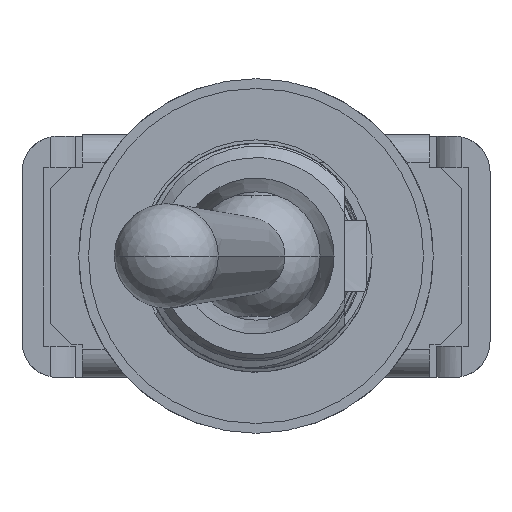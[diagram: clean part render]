
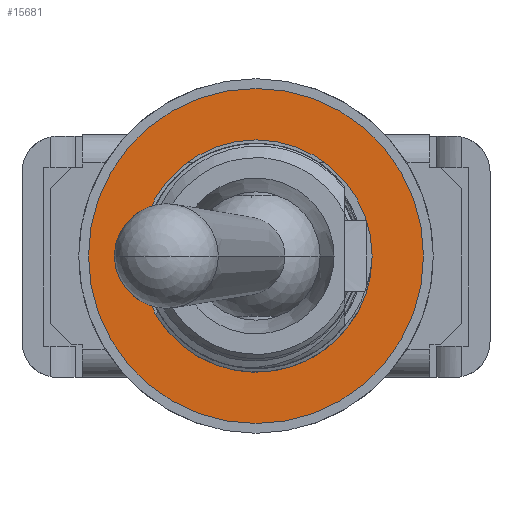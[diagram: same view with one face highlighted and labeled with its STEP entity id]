
A CAD part, front view. The second image highlights one B-rep face of the part: STEP entity #15681.
In plain terms, the highlighted planar face has unit normal (0, -1, 0).
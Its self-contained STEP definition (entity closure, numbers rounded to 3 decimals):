
#3176=CARTESIAN_POINT('',(0.,-0.87,0.025));
#3177=DIRECTION('',(0.,-1.,0.));
#3178=DIRECTION('',(1.,0.,0.));
#3179=AXIS2_PLACEMENT_3D('',#3176,#3177,#3178);
#3181=CARTESIAN_POINT('',(0.,-0.87,0.025));
#3182=DIRECTION('',(0.,1.,0.));
#3183=DIRECTION('',(1.,0.,0.));
#3184=AXIS2_PLACEMENT_3D('',#3181,#3182,#3183);
#3232=CARTESIAN_POINT('',(0.,-0.87,0.025));
#3233=DIRECTION('',(0.,1.,0.));
#3234=DIRECTION('',(1.,0.,0.));
#3235=AXIS2_PLACEMENT_3D('',#3232,#3233,#3234);
#3392=CARTESIAN_POINT('',(0.,-0.87,0.025));
#3393=DIRECTION('',(0.,-1.,0.));
#3394=DIRECTION('',(1.,0.,0.));
#3395=AXIS2_PLACEMENT_3D('',#3392,#3393,#3394);
#12525=CARTESIAN_POINT('',(4.725,-0.87,0.025));
#12527=VERTEX_POINT('',#12525);
#12528=CARTESIAN_POINT('',(3.275,-0.87,0.025));
#12530=VERTEX_POINT('',#12528);
#12533=CARTESIAN_POINT('',(-4.725,-0.87,0.025));
#12535=VERTEX_POINT('',#12533);
#12536=CARTESIAN_POINT('',(-3.275,-0.87,0.025));
#12538=VERTEX_POINT('',#12536);
#15666=CARTESIAN_POINT('',(0.,-0.87,0.025));
#15667=DIRECTION('',(0.,-1.,0.));
#15668=DIRECTION('',(1.,0.,0.));
#15669=AXIS2_PLACEMENT_3D('',#15666,#15667,#15668);
#15670=PLANE('',#15669);
#15671=ORIENTED_EDGE('',*,*,#15659,.F.);
#15672=ORIENTED_EDGE('',*,*,#15648,.T.);
#15673=EDGE_LOOP('',(#15671,#15672));
#15674=FACE_OUTER_BOUND('',#15673,.F.);
#15676=ORIENTED_EDGE('',*,*,#15675,.F.);
#15678=ORIENTED_EDGE('',*,*,#15677,.T.);
#15679=EDGE_LOOP('',(#15676,#15678));
#15680=FACE_BOUND('',#15679,.F.);
#15681=ADVANCED_FACE('',(#15674,#15680),#15670,.T.);
#3180=CIRCLE('',#3179,4.725);
#3185=CIRCLE('',#3184,4.725);
#3236=CIRCLE('',#3235,3.275);
#3396=CIRCLE('',#3395,3.275);
#15648=EDGE_CURVE('',#12527,#12535,#3185,.T.);
#15659=EDGE_CURVE('',#12527,#12535,#3180,.T.);
#15675=EDGE_CURVE('',#12530,#12538,#3236,.T.);
#15677=EDGE_CURVE('',#12530,#12538,#3396,.T.);
